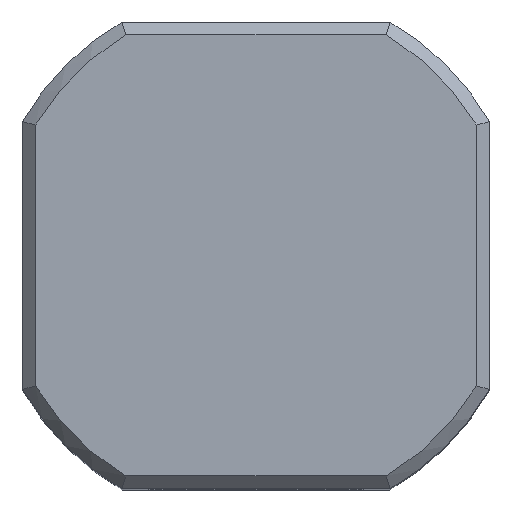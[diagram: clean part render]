
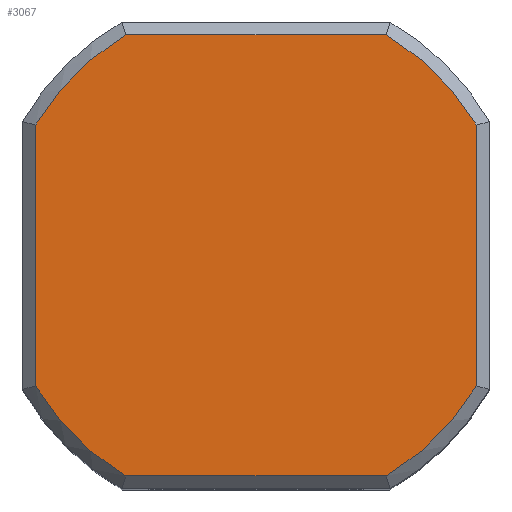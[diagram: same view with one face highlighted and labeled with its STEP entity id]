
A CAD part, top view. The second image highlights one B-rep face of the part: STEP entity #3067.
In plain terms, the highlighted planar face has unit normal (0, 0, 1).
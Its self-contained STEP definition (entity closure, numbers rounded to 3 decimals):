
#145=LINE('',#5774,#221);
#146=LINE('',#5776,#222);
#147=LINE('',#5780,#223);
#148=LINE('',#5786,#224);
#221=VECTOR('',#4440,20.106);
#222=VECTOR('',#4443,20.106);
#223=VECTOR('',#4448,20.106);
#224=VECTOR('',#4457,20.106);
#642=FACE_OUTER_BOUND('',#918,.T.);
#918=EDGE_LOOP('',(#2687,#2688,#2689,#2690,#2691,#2692,#2693,#2694));
#1226=CIRCLE('',#3501,19.75);
#1229=CIRCLE('',#3505,19.75);
#1233=CIRCLE('',#3510,19.75);
#1238=CIRCLE('',#3519,19.75);
#1522=VERTEX_POINT('',#5754);
#1523=VERTEX_POINT('',#5755);
#1524=VERTEX_POINT('',#5760);
#1525=VERTEX_POINT('',#5761);
#1526=VERTEX_POINT('',#5767);
#1527=VERTEX_POINT('',#5768);
#1528=VERTEX_POINT('',#5778);
#1529=VERTEX_POINT('',#5782);
#1920=EDGE_CURVE('',#1522,#1523,#1226,.T.);
#1923=EDGE_CURVE('',#1524,#1525,#1229,.T.);
#1927=EDGE_CURVE('',#1526,#1527,#1233,.T.);
#1931=EDGE_CURVE('',#1525,#1526,#145,.T.);
#1932=EDGE_CURVE('',#1527,#1522,#146,.T.);
#1934=EDGE_CURVE('',#1528,#1524,#147,.T.);
#1935=EDGE_CURVE('',#1529,#1528,#1238,.T.);
#1937=EDGE_CURVE('',#1523,#1529,#148,.T.);
#2687=ORIENTED_EDGE('',*,*,#1927,.F.);
#2688=ORIENTED_EDGE('',*,*,#1931,.F.);
#2689=ORIENTED_EDGE('',*,*,#1923,.F.);
#2690=ORIENTED_EDGE('',*,*,#1934,.F.);
#2691=ORIENTED_EDGE('',*,*,#1935,.F.);
#2692=ORIENTED_EDGE('',*,*,#1937,.F.);
#2693=ORIENTED_EDGE('',*,*,#1920,.F.);
#2694=ORIENTED_EDGE('',*,*,#1932,.F.);
#2896=PLANE('',#3524);
#3067=ADVANCED_FACE('',(#642),#2896,.F.);
#3501=AXIS2_PLACEMENT_3D('',#5756,#4412,#4413);
#3505=AXIS2_PLACEMENT_3D('',#5762,#4420,#4421);
#3510=AXIS2_PLACEMENT_3D('',#5769,#4430,#4431);
#3519=AXIS2_PLACEMENT_3D('',#5783,#4451,#4452);
#3524=AXIS2_PLACEMENT_3D('',#5789,#4462,#4463);
#4412=DIRECTION('center_axis',(0.,0.,-1.));
#4413=DIRECTION('ref_axis',(1.,0.,0.));
#4420=DIRECTION('center_axis',(0.,0.,-1.));
#4421=DIRECTION('ref_axis',(-1.,0.,0.));
#4430=DIRECTION('center_axis',(0.,0.,-1.));
#4431=DIRECTION('ref_axis',(1.,0.,0.));
#4440=DIRECTION('',(1.,0.,0.));
#4443=DIRECTION('',(0.,-1.,0.));
#4448=DIRECTION('',(0.,1.,0.));
#4451=DIRECTION('center_axis',(0.,0.,-1.));
#4452=DIRECTION('ref_axis',(-1.,0.,0.));
#4457=DIRECTION('',(-1.,0.,0.));
#4462=DIRECTION('center_axis',(0.,0.,-1.));
#4463=DIRECTION('ref_axis',(-1.,0.,0.));
#5754=CARTESIAN_POINT('',(17.,-10.053,50.));
#5755=CARTESIAN_POINT('',(10.053,-17.,50.));
#5756=CARTESIAN_POINT('Origin',(0.,0.,50.));
#5760=CARTESIAN_POINT('',(-17.,10.053,50.));
#5761=CARTESIAN_POINT('',(-10.053,17.,50.));
#5762=CARTESIAN_POINT('Origin',(0.,0.,50.));
#5767=CARTESIAN_POINT('',(10.053,17.,50.));
#5768=CARTESIAN_POINT('',(17.,10.053,50.));
#5769=CARTESIAN_POINT('Origin',(0.,0.,50.));
#5774=CARTESIAN_POINT('',(5.161,17.,50.));
#5776=CARTESIAN_POINT('',(17.,-5.161,50.));
#5778=CARTESIAN_POINT('',(-17.,-10.053,50.));
#5780=CARTESIAN_POINT('',(-17.,5.161,50.));
#5782=CARTESIAN_POINT('',(-10.053,-17.,50.));
#5783=CARTESIAN_POINT('Origin',(0.,0.,50.));
#5786=CARTESIAN_POINT('',(-5.161,-17.,50.));
#5789=CARTESIAN_POINT('Origin',(0.,0.,50.));
